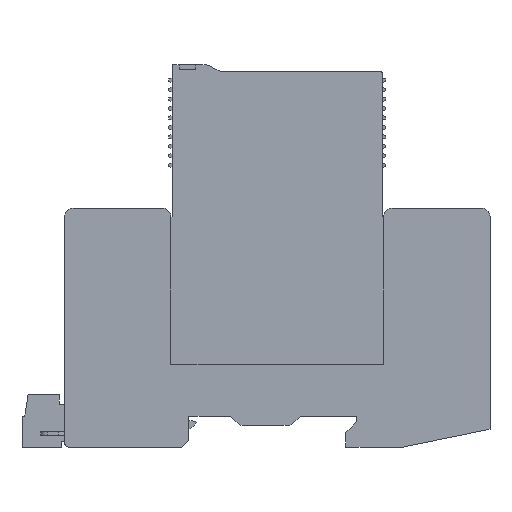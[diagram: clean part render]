
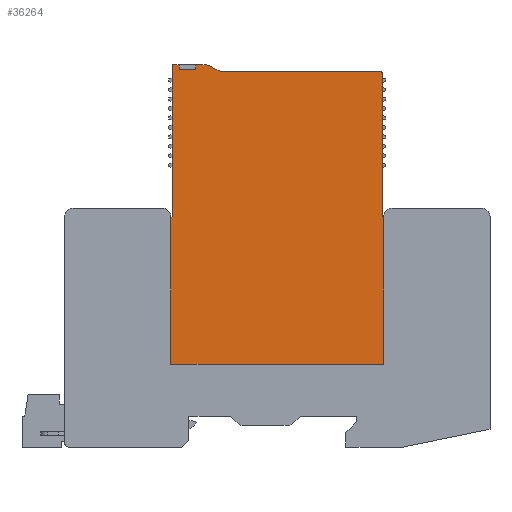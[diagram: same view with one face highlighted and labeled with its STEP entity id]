
A CAD part, front view. The second image highlights one B-rep face of the part: STEP entity #36264.
In plain terms, the highlighted planar face has unit normal (0, -1, 0).
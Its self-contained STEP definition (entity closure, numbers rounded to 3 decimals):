
#35698=DIRECTION('',(-1.,0.,0.));
#35699=VECTOR('',#35698,0.25);
#35700=CARTESIAN_POINT('',(-35.24,-22.35,
43.696));
#35701=LINE('',#35700,#35699);
#35765=CARTESIAN_POINT('',(8.96,-22.35,
73.996));
#35766=DIRECTION('',(0.,1.,0.));
#35767=DIRECTION('',(0.,0.,1.));
#35768=AXIS2_PLACEMENT_3D('',#35765,#35766,#35767);
#35773=DIRECTION('',(0.,0.,1.));
#35774=VECTOR('',#35773,31.3);
#35775=CARTESIAN_POINT('',(-35.49,-22.35,
12.396));
#35776=LINE('',#35775,#35774);
#35780=CARTESIAN_POINT('',(-34.94,-22.35,
75.496));
#35781=DIRECTION('',(0.,1.,0.));
#35782=DIRECTION('',(-1.,0.,0.));
#35783=AXIS2_PLACEMENT_3D('',#35780,#35781,#35782);
#35788=DIRECTION('',(0.,0.,-1.));
#35789=VECTOR('',#35788,1.);
#35790=CARTESIAN_POINT('',(-33.747,-22.35,
75.796));
#35791=LINE('',#35790,#35789);
#35795=DIRECTION('',(1.,0.,0.));
#35796=VECTOR('',#35795,3.5);
#35797=CARTESIAN_POINT('',(-33.747,-22.35,
74.796));
#35798=LINE('',#35797,#35796);
#35802=CARTESIAN_POINT('',(-28.04,-22.35,
74.746));
#35803=DIRECTION('',(0.,1.,0.));
#35804=DIRECTION('',(0.,0.,1.));
#35805=AXIS2_PLACEMENT_3D('',#35802,#35803,#35804);
#35810=DIRECTION('',(0.891,0.,-0.454));
#35811=VECTOR('',#35810,2.802);
#35812=CARTESIAN_POINT('',(-27.563,-22.35,
75.682));
#35813=LINE('',#35812,#35811);
#35817=CARTESIAN_POINT('',(-24.59,-22.35,
75.346));
#35818=DIRECTION('',(0.,-1.,0.));
#35819=DIRECTION('',(-0.454,0.,-0.891));
#35820=AXIS2_PLACEMENT_3D('',#35817,#35818,#35819);
#35825=DIRECTION('',(-1.,0.,0.));
#35826=VECTOR('',#35825,33.55);
#35827=CARTESIAN_POINT('',(8.96,-22.35,
74.296));
#35828=LINE('',#35827,#35826);
#35874=DIRECTION('',(-1.,0.,0.));
#35875=VECTOR('',#35874,2.207);
#35876=CARTESIAN_POINT('',(-28.04,-22.35,
75.796));
#35877=LINE('',#35876,#35875);
#35881=DIRECTION('',(0.,0.,-1.));
#35882=VECTOR('',#35881,1.);
#35883=CARTESIAN_POINT('',(-30.247,-22.35,
75.796));
#35884=LINE('',#35883,#35882);
#35923=DIRECTION('',(0.,0.,1.));
#35924=VECTOR('',#35923,30.3);
#35925=CARTESIAN_POINT('',(9.26,-22.35,
43.696));
#35926=LINE('',#35925,#35924);
#35951=DIRECTION('',(-1.,0.,0.));
#35952=VECTOR('',#35951,0.25);
#35953=CARTESIAN_POINT('',(9.51,-22.35,
43.696));
#35954=LINE('',#35953,#35952);
#35965=DIRECTION('',(0.,0.,1.));
#35966=VECTOR('',#35965,31.3);
#35967=CARTESIAN_POINT('',(9.51,-22.35,
12.396));
#35968=LINE('',#35967,#35966);
#35979=DIRECTION('',(1.,0.,0.));
#35980=VECTOR('',#35979,45.);
#35981=CARTESIAN_POINT('',(-35.49,-22.35,
12.396));
#35982=LINE('',#35981,#35980);
#36021=DIRECTION('',(0.,0.,-1.));
#36022=VECTOR('',#36021,31.8);
#36023=CARTESIAN_POINT('',(-35.24,-22.35,
75.496));
#36024=LINE('',#36023,#36022);
#36049=DIRECTION('',(-1.,0.,0.));
#36050=VECTOR('',#36049,1.193);
#36051=CARTESIAN_POINT('',(-33.747,-22.35,
75.796));
#36052=LINE('',#36051,#36050);
#36081=CARTESIAN_POINT('',(-35.24,-22.35,
43.696));
#36082=VERTEX_POINT('',#36081);
#36083=CARTESIAN_POINT('',(-35.49,-22.35,
43.696));
#36084=VERTEX_POINT('',#36083);
#36117=CARTESIAN_POINT('',(-33.747,-22.35,
74.796));
#36118=CARTESIAN_POINT('',(-30.247,-22.35,
74.796));
#36119=VERTEX_POINT('',#36117);
#36120=VERTEX_POINT('',#36118);
#36121=CARTESIAN_POINT('',(8.96,-22.35,
74.296));
#36122=CARTESIAN_POINT('',(-24.59,-22.35,
74.296));
#36123=VERTEX_POINT('',#36121);
#36124=VERTEX_POINT('',#36122);
#36125=CARTESIAN_POINT('',(9.26,-22.35,
73.996));
#36126=VERTEX_POINT('',#36125);
#36127=CARTESIAN_POINT('',(9.26,-22.35,
43.696));
#36128=VERTEX_POINT('',#36127);
#36129=CARTESIAN_POINT('',(9.51,-22.35,
43.696));
#36130=VERTEX_POINT('',#36129);
#36131=CARTESIAN_POINT('',(9.51,-22.35,
12.396));
#36132=VERTEX_POINT('',#36131);
#36133=CARTESIAN_POINT('',(-35.49,-22.35,
12.396));
#36134=VERTEX_POINT('',#36133);
#36135=CARTESIAN_POINT('',(-35.24,-22.35,
75.496));
#36136=VERTEX_POINT('',#36135);
#36137=CARTESIAN_POINT('',(-34.94,-22.35,
75.796));
#36138=VERTEX_POINT('',#36137);
#36139=CARTESIAN_POINT('',(-33.747,-22.35,
75.796));
#36140=VERTEX_POINT('',#36139);
#36141=CARTESIAN_POINT('',(-30.247,-22.35,
75.796));
#36142=VERTEX_POINT('',#36141);
#36143=CARTESIAN_POINT('',(-28.04,-22.35,
75.796));
#36144=VERTEX_POINT('',#36143);
#36145=CARTESIAN_POINT('',(-27.563,-22.35,
75.682));
#36146=VERTEX_POINT('',#36145);
#36147=CARTESIAN_POINT('',(-25.066,-22.35,
74.411));
#36148=VERTEX_POINT('',#36147);
#36223=CARTESIAN_POINT('',(-75.735,-22.35,
64.996));
#36224=DIRECTION('',(0.,1.,0.));
#36225=DIRECTION('',(1.,0.,0.));
#36226=AXIS2_PLACEMENT_3D('',#36223,#36224,#36225);
#36227=PLANE('',#36226);
#36229=ORIENTED_EDGE('',*,*,#36228,.F.);
#36231=ORIENTED_EDGE('',*,*,#36230,.T.);
#36233=ORIENTED_EDGE('',*,*,#36232,.F.);
#36235=ORIENTED_EDGE('',*,*,#36234,.F.);
#36237=ORIENTED_EDGE('',*,*,#36236,.F.);
#36239=ORIENTED_EDGE('',*,*,#36238,.F.);
#36241=ORIENTED_EDGE('',*,*,#36240,.T.);
#36242=ORIENTED_EDGE('',*,*,#36158,.F.);
#36244=ORIENTED_EDGE('',*,*,#36243,.F.);
#36246=ORIENTED_EDGE('',*,*,#36245,.T.);
#36248=ORIENTED_EDGE('',*,*,#36247,.F.);
#36250=ORIENTED_EDGE('',*,*,#36249,.T.);
#36251=ORIENTED_EDGE('',*,*,#36213,.T.);
#36253=ORIENTED_EDGE('',*,*,#36252,.F.);
#36255=ORIENTED_EDGE('',*,*,#36254,.F.);
#36257=ORIENTED_EDGE('',*,*,#36256,.T.);
#36259=ORIENTED_EDGE('',*,*,#36258,.T.);
#36261=ORIENTED_EDGE('',*,*,#36260,.T.);
#36262=EDGE_LOOP('',(#36229,#36231,#36233,#36235,#36237,#36239,#36241,#36242,
#36244,#36246,#36248,#36250,#36251,#36253,#36255,#36257,#36259,#36261));
#36263=FACE_OUTER_BOUND('',#36262,.F.);
#35769=CIRCLE('',#35768,0.3);
#35784=CIRCLE('',#35783,0.3);
#35806=CIRCLE('',#35805,1.05);
#35821=CIRCLE('',#35820,1.05);
#36158=EDGE_CURVE('',#36082,#36084,#35701,.T.);
#36213=EDGE_CURVE('',#36119,#36120,#35798,.T.);
#36228=EDGE_CURVE('',#36123,#36124,#35828,.T.);
#36230=EDGE_CURVE('',#36123,#36126,#35769,.T.);
#36232=EDGE_CURVE('',#36128,#36126,#35926,.T.);
#36234=EDGE_CURVE('',#36130,#36128,#35954,.T.);
#36236=EDGE_CURVE('',#36132,#36130,#35968,.T.);
#36238=EDGE_CURVE('',#36134,#36132,#35982,.T.);
#36240=EDGE_CURVE('',#36134,#36084,#35776,.T.);
#36243=EDGE_CURVE('',#36136,#36082,#36024,.T.);
#36245=EDGE_CURVE('',#36136,#36138,#35784,.T.);
#36247=EDGE_CURVE('',#36140,#36138,#36052,.T.);
#36249=EDGE_CURVE('',#36140,#36119,#35791,.T.);
#36252=EDGE_CURVE('',#36142,#36120,#35884,.T.);
#36254=EDGE_CURVE('',#36144,#36142,#35877,.T.);
#36256=EDGE_CURVE('',#36144,#36146,#35806,.T.);
#36258=EDGE_CURVE('',#36146,#36148,#35813,.T.);
#36260=EDGE_CURVE('',#36148,#36124,#35821,.T.);
#36264=ADVANCED_FACE('',(#36263),#36227,.F.);
